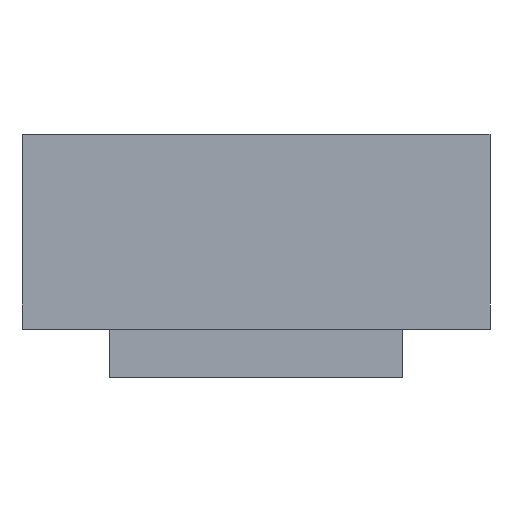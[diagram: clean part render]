
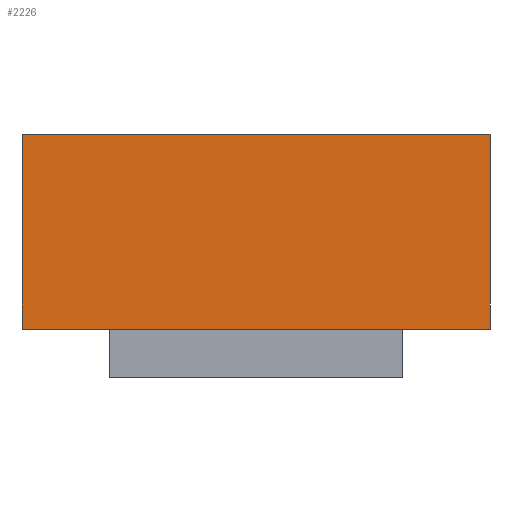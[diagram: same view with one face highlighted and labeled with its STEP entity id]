
A CAD part, front view. The second image highlights one B-rep face of the part: STEP entity #2226.
In plain terms, the highlighted planar face has unit normal (0, -1, 0).
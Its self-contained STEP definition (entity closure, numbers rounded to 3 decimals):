
#28 = VERTEX_POINT ( 'NONE', #2068 ) ;
#53 = EDGE_LOOP ( 'NONE', ( #1426, #2330, #2387, #2399 ) ) ;
#80 = VERTEX_POINT ( 'NONE', #558 ) ;
#96 = CARTESIAN_POINT ( 'NONE',  ( -12., -12., 5. ) ) ;
#100 = CARTESIAN_POINT ( 'NONE',  ( -12., -12., -5. ) ) ;
#116 = EDGE_CURVE ( 'NONE', #2058, #80, #1988, .T. ) ;
#395 = LINE ( 'NONE', #642, #1737 ) ;
#519 = CARTESIAN_POINT ( 'NONE',  ( 12., -12., -5. ) ) ;
#558 = CARTESIAN_POINT ( 'NONE',  ( 12., -12., 5. ) ) ;
#603 = VECTOR ( 'NONE', #926, 1000. ) ;
#642 = CARTESIAN_POINT ( 'NONE',  ( -12., -12., -5. ) ) ;
#664 = EDGE_CURVE ( 'NONE', #28, #1916, #1448, .T. ) ;
#725 = CARTESIAN_POINT ( 'NONE',  ( -12., -12., 5. ) ) ;
#837 = DIRECTION ( 'NONE',  ( 1., 0., 0. ) ) ;
#882 = PLANE ( 'NONE',  #1006 ) ;
#926 = DIRECTION ( 'NONE',  ( 1., 0., 0. ) ) ;
#1006 = AXIS2_PLACEMENT_3D ( 'NONE', #1046, #2004, #1656 ) ;
#1046 = CARTESIAN_POINT ( 'NONE',  ( -12., -12., -5. ) ) ;
#1119 = VECTOR ( 'NONE', #2017, 1000. ) ;
#1357 = LINE ( 'NONE', #519, #1119 ) ;
#1404 = DIRECTION ( 'NONE',  ( 0., 0., 1. ) ) ;
#1426 = ORIENTED_EDGE ( 'NONE', *, *, #2307, .T. ) ;
#1448 = LINE ( 'NONE', #100, #1602 ) ;
#1602 = VECTOR ( 'NONE', #837, 1000. ) ;
#1656 = DIRECTION ( 'NONE',  ( 0., 0., -1. ) ) ;
#1737 = VECTOR ( 'NONE', #1404, 1000. ) ;
#1916 = VERTEX_POINT ( 'NONE', #2418 ) ;
#1988 = LINE ( 'NONE', #725, #603 ) ;
#2004 = DIRECTION ( 'NONE',  ( 0., -1., 0. ) ) ;
#2017 = DIRECTION ( 'NONE',  ( 0., 0., 1. ) ) ;
#2058 = VERTEX_POINT ( 'NONE', #96 ) ;
#2068 = CARTESIAN_POINT ( 'NONE',  ( -12., -12., -5. ) ) ;
#2138 = FACE_OUTER_BOUND ( 'NONE', #53, .T. ) ;
#2147 = EDGE_CURVE ( 'NONE', #28, #2058, #395, .T. ) ;
#2226 = ADVANCED_FACE ( 'NONE', ( #2138 ), #882, .T. ) ;
#2307 = EDGE_CURVE ( 'NONE', #1916, #80, #1357, .T. ) ;
#2330 = ORIENTED_EDGE ( 'NONE', *, *, #116, .F. ) ;
#2387 = ORIENTED_EDGE ( 'NONE', *, *, #2147, .F. ) ;
#2399 = ORIENTED_EDGE ( 'NONE', *, *, #664, .T. ) ;
#2418 = CARTESIAN_POINT ( 'NONE',  ( 12., -12., -5. ) ) ;
